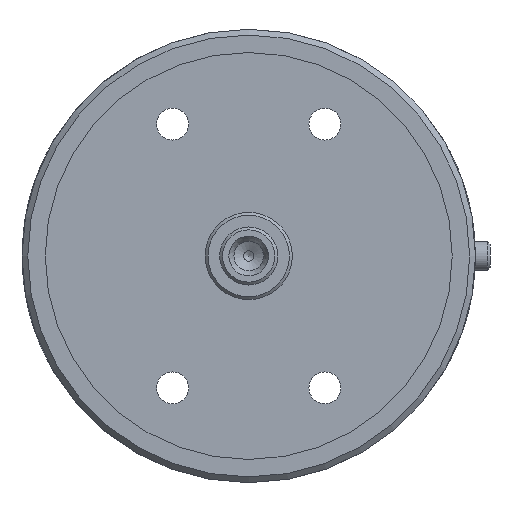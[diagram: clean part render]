
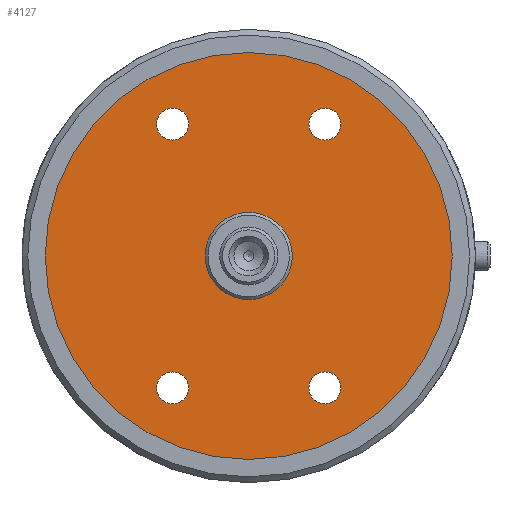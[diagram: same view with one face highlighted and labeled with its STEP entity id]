
A CAD part, left-side view. The second image highlights one B-rep face of the part: STEP entity #4127.
In plain terms, the highlighted planar face has unit normal (-1, 0, 0).
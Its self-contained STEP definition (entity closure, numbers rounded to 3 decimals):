
#20 = CARTESIAN_POINT ( 'NONE',  ( 5., -26.2, 50.88 ) ) ;
#24 = AXIS2_PLACEMENT_3D ( 'NONE', #2563, #4858, #1192 ) ;
#43 = ORIENTED_EDGE ( 'NONE', *, *, #2430, .F. ) ;
#370 = DIRECTION ( 'NONE',  ( 0., 0., 1. ) ) ;
#376 = FACE_OUTER_BOUND ( 'NONE', #1937, .T. ) ;
#378 = EDGE_LOOP ( 'NONE', ( #4204 ) ) ;
#447 = EDGE_LOOP ( 'NONE', ( #3819 ) ) ;
#480 = CIRCLE ( 'NONE', #2021, 5.5 ) ;
#516 = DIRECTION ( 'NONE',  ( 1., 0., 0. ) ) ;
#533 = DIRECTION ( 'NONE',  ( -1., 0., 0. ) ) ;
#597 = CARTESIAN_POINT ( 'NONE',  ( 5., -26.2, -45.38 ) ) ;
#832 = DIRECTION ( 'NONE',  ( -1., 0., 0. ) ) ;
#903 = CIRCLE ( 'NONE', #3483, 5.5 ) ;
#932 = VERTEX_POINT ( 'NONE', #20 ) ;
#966 = CARTESIAN_POINT ( 'NONE',  ( 5., 26.2, 50.88 ) ) ;
#1099 = AXIS2_PLACEMENT_3D ( 'NONE', #597, #2421, #4253 ) ;
#1192 = DIRECTION ( 'NONE',  ( 0., 0., -1. ) ) ;
#1416 = EDGE_CURVE ( 'NONE', #932, #932, #480, .T. ) ;
#1487 = VERTEX_POINT ( 'NONE', #4749 ) ;
#1589 = EDGE_CURVE ( 'NONE', #5474, #5474, #2206, .T. ) ;
#1601 = EDGE_CURVE ( 'NONE', #1487, #1487, #5276, .T. ) ;
#1706 = ORIENTED_EDGE ( 'NONE', *, *, #1601, .F. ) ;
#1760 = FACE_BOUND ( 'NONE', #2860, .T. ) ;
#1808 = VERTEX_POINT ( 'NONE', #4532 ) ;
#1937 = EDGE_LOOP ( 'NONE', ( #1706 ) ) ;
#2021 = AXIS2_PLACEMENT_3D ( 'NONE', #4639, #533, #2368 ) ;
#2096 = ORIENTED_EDGE ( 'NONE', *, *, #1416, .F. ) ;
#2206 = CIRCLE ( 'NONE', #5572, 5.5 ) ;
#2207 = DIRECTION ( 'NONE',  ( -1., 0., 0. ) ) ;
#2216 = FACE_BOUND ( 'NONE', #447, .T. ) ;
#2352 = CARTESIAN_POINT ( 'NONE',  ( 5., 0., 0. ) ) ;
#2368 = DIRECTION ( 'NONE',  ( 0., 0., 1. ) ) ;
#2421 = DIRECTION ( 'NONE',  ( -1., 0., 0. ) ) ;
#2430 = EDGE_CURVE ( 'NONE', #1808, #1808, #903, .T. ) ;
#2438 = CIRCLE ( 'NONE', #24, 15. ) ;
#2563 = CARTESIAN_POINT ( 'NONE',  ( 5., 0., 0. ) ) ;
#2664 = CARTESIAN_POINT ( 'NONE',  ( 5., 15., 0. ) ) ;
#2784 = EDGE_CURVE ( 'NONE', #2945, #2945, #4444, .T. ) ;
#2860 = EDGE_LOOP ( 'NONE', ( #2096 ) ) ;
#2863 = DIRECTION ( 'NONE',  ( 0., 0., -1. ) ) ;
#2899 = CARTESIAN_POINT ( 'NONE',  ( 5., -26.2, -39.88 ) ) ;
#2945 = VERTEX_POINT ( 'NONE', #2899 ) ;
#3265 = EDGE_CURVE ( 'NONE', #4183, #4183, #2438, .T. ) ;
#3366 = EDGE_LOOP ( 'NONE', ( #5663 ) ) ;
#3483 = AXIS2_PLACEMENT_3D ( 'NONE', #4037, #2207, #370 ) ;
#3515 = DIRECTION ( 'NONE',  ( -1., 0., 0. ) ) ;
#3584 = FACE_BOUND ( 'NONE', #3366, .T. ) ;
#3819 = ORIENTED_EDGE ( 'NONE', *, *, #3265, .T. ) ;
#4037 = CARTESIAN_POINT ( 'NONE',  ( 5., 26.2, -45.38 ) ) ;
#4044 = FACE_BOUND ( 'NONE', #5503, .T. ) ;
#4127 = ADVANCED_FACE ( 'NONE', ( #3584, #1760, #5879, #4044, #2216, #376 ), #4485, .T. ) ;
#4183 = VERTEX_POINT ( 'NONE', #4304 ) ;
#4204 = ORIENTED_EDGE ( 'NONE', *, *, #2784, .F. ) ;
#4253 = DIRECTION ( 'NONE',  ( 0., 0., 1. ) ) ;
#4304 = CARTESIAN_POINT ( 'NONE',  ( 5., 0., -15. ) ) ;
#4427 = AXIS2_PLACEMENT_3D ( 'NONE', #2664, #832, #4951 ) ;
#4444 = CIRCLE ( 'NONE', #1099, 5.5 ) ;
#4485 = PLANE ( 'NONE',  #4427 ) ;
#4503 = AXIS2_PLACEMENT_3D ( 'NONE', #2352, #516, #2863 ) ;
#4532 = CARTESIAN_POINT ( 'NONE',  ( 5., 26.2, -39.88 ) ) ;
#4639 = CARTESIAN_POINT ( 'NONE',  ( 5., -26.2, 45.38 ) ) ;
#4749 = CARTESIAN_POINT ( 'NONE',  ( 5., 0., -70. ) ) ;
#4858 = DIRECTION ( 'NONE',  ( 1., 0., 0. ) ) ;
#4951 = DIRECTION ( 'NONE',  ( 0., 0., 1. ) ) ;
#5276 = CIRCLE ( 'NONE', #4503, 70. ) ;
#5347 = CARTESIAN_POINT ( 'NONE',  ( 5., 26.2, 45.38 ) ) ;
#5474 = VERTEX_POINT ( 'NONE', #966 ) ;
#5503 = EDGE_LOOP ( 'NONE', ( #43 ) ) ;
#5536 = DIRECTION ( 'NONE',  ( 0., 0., 1. ) ) ;
#5572 = AXIS2_PLACEMENT_3D ( 'NONE', #5347, #3515, #5536 ) ;
#5663 = ORIENTED_EDGE ( 'NONE', *, *, #1589, .F. ) ;
#5879 = FACE_BOUND ( 'NONE', #378, .T. ) ;
